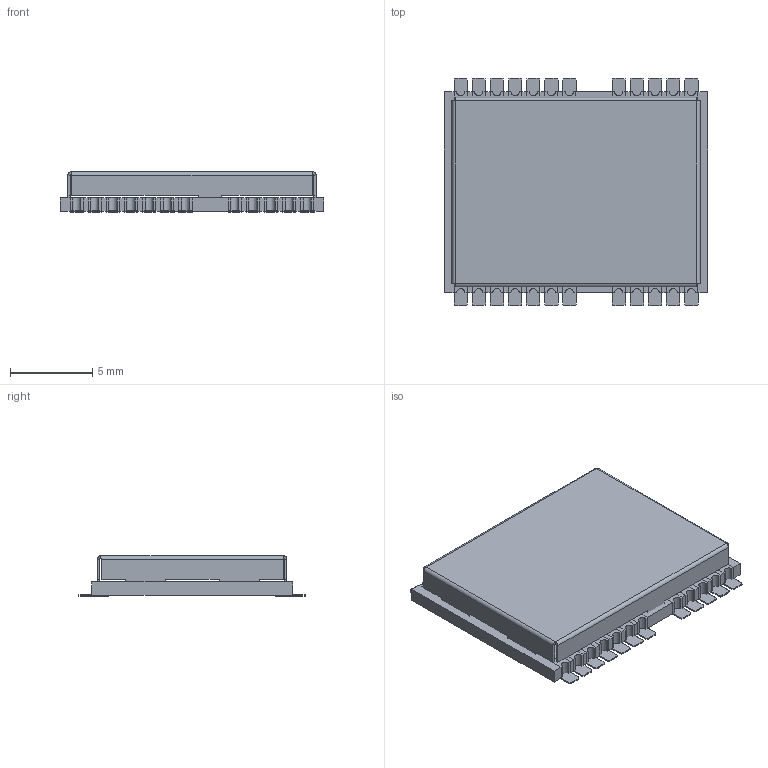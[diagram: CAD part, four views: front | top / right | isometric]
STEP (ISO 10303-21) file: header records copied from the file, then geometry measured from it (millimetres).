
FILE_DESCRIPTION(/* description */ ('STEP AP242','CAx-IF Rec.Pracs.---Representation and Presentation of Product Manufacturing Information (PMI)---4.0---2014-10-13','CAx-IF Rec.Pracs.---3D Tessellated Geometry---0.4---2014-09-14','2;1'),/* implementation_level */ '2;1');
FILE_NAME(/* name */ '6657a48073f4f923e21f720c',/* time_stamp */ '2024-05-29T21:56:18Z',/* author */ (''),/* organization */ (''),/* preprocessor_version */ 'ST-DEVELOPER v20',/* originating_system */ ' ',/* authorisation */ ' ');
FILE_SCHEMA (('AP242_MANAGED_MODEL_BASED_3D_ENGINEERING_MIM_LF { 1 0 10303 442 1 1 4 }'));
Length unit declared in the file: metre
Products named in the file (75): NEO-6M; NEO-6M_v100; NEO-6M_v100-top
Assembly tree (74 placements, depth 2):
  NEO-6M
    NEO-6M_v100
    NEO-6M_v100-top
    NEO-6M_v100
    NEO-6M_v100-top
    NEO-6M_v100-top
    NEO-6M_v100
    NEO-6M_v100
    NEO-6M_v100
    NEO-6M_v100-top
    NEO-6M_v100
    NEO-6M_v100-top
    NEO-6M_v100
    NEO-6M_v100
    NEO-6M_v100-top
    NEO-6M_v100
    NEO-6M_v100
    NEO-6M_v100-top
    NEO-6M_v100
    NEO-6M_v100
    NEO-6M_v100
    NEO-6M_v100
    NEO-6M_v100
    NEO-6M_v100
    NEO-6M_v100
    NEO-6M_v100-top
    NEO-6M_v100
    NEO-6M_v100
    NEO-6M_v100
    NEO-6M_v100
    NEO-6M_v100
    NEO-6M_v100
    NEO-6M_v100
    NEO-6M_v100
    NEO-6M_v100
    NEO-6M_v100
    NEO-6M_v100
    NEO-6M_v100-top
    NEO-6M_v100-top
    NEO-6M_v100-top
    NEO-6M_v100
    NEO-6M_v100-top
    NEO-6M_v100
    NEO-6M_v100
    NEO-6M_v100
    NEO-6M_v100
    NEO-6M_v100-top
    NEO-6M_v100-top
    NEO-6M_v100-top
    NEO-6M_v100
    NEO-6M_v100
    NEO-6M_v100
    NEO-6M_v100-top
    NEO-6M_v100
    NEO-6M_v100-top
    NEO-6M_v100
    NEO-6M_v100-top
    NEO-6M_v100
    NEO-6M_v100
    NEO-6M_v100
Bounding box: 16 x 13.82 x 2.44 mm (x, y, z)
Volume: 196.7 mm3; surface area: 1181.1 mm2
Topology: 74 solids, 74 shells, 1028 faces, 2608 edges, 1728 vertices
Faces by surface type: plane 988, cylinder 32, bspline 8
Entity records: 32402 total; most frequent: CARTESIAN_POINT 5671, ORIENTED_EDGE 5216, DIRECTION 4830, EDGE_CURVE 2608, LINE 2544, VECTOR 2544, VERTEX_POINT 1728, AXIS2_PLACEMENT_3D 1143
